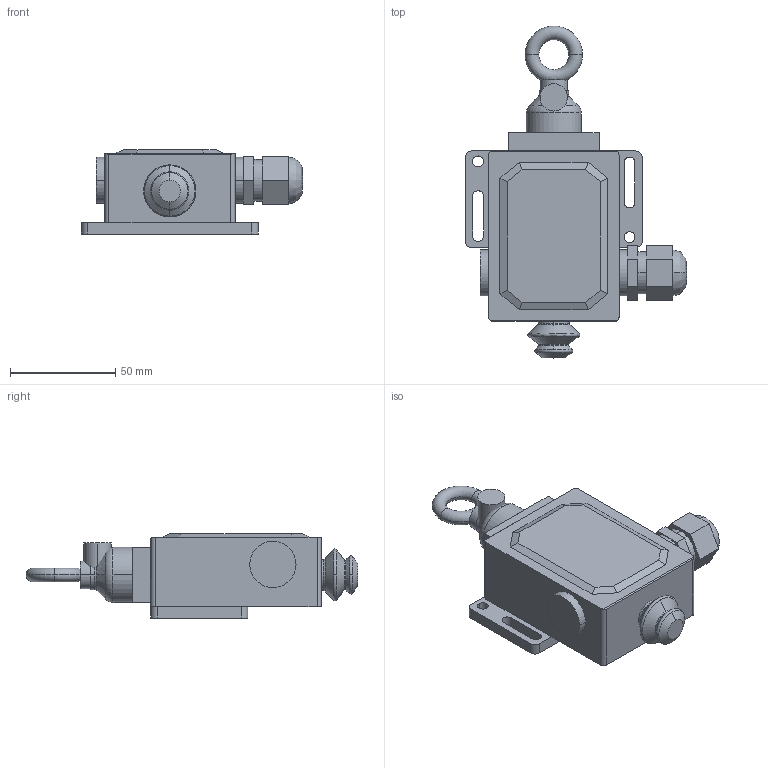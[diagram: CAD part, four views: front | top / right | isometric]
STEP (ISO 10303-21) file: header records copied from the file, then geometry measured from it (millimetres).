
FILE_DESCRIPTION((''),'2;1');
FILE_NAME('3d_P2L151311.stp','2012-10-03T08:29:04',(''),(''),'Mechanical Desktop 2011','Mechanical Desktop 2011',', , ');
FILE_SCHEMA(('CONFIG_CONTROL_DESIGN'));
Length unit declared in the file: millimetre
Products named in the file (1): Product
Bounding box: 105.1 x 157.85 x 40 mm (x, y, z)
Volume: 232788.1 mm3; surface area: 53004.5 mm2
Topology: 14 solids, 14 shells, 130 faces, 320 edges, 222 vertices
Faces by surface type: plane 63, cylinder 32, bspline 27, torus 6, cone 2
Entity records: 4754 total; most frequent: CARTESIAN_POINT 1597, DIRECTION 659, ORIENTED_EDGE 612, EDGE_CURVE 306, AXIS2_PLACEMENT_3D 246, VERTEX_POINT 202, VECTOR 167, LINE 167
